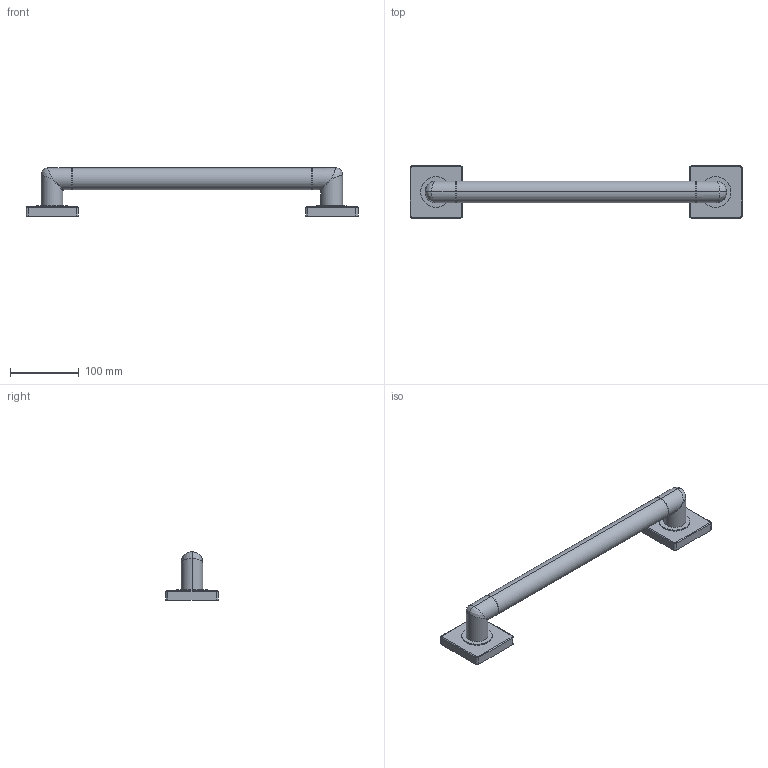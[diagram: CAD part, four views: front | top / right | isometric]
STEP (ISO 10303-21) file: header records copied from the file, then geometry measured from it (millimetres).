
FILE_DESCRIPTION((''),'2;1');
FILE_NAME('5261','2021-06-15T08:19:56',('rsmith'),(''),'CREO PARAMETRIC BY PTC INC, 2018400','CREO PARAMETRIC BY PTC INC, 2018400','');
FILE_SCHEMA(('AUTOMOTIVE_DESIGN { 1 0 10303 214 1 1 1 1 }'));
Length unit declared in the file: inch
Products named in the file (1): 5261
Bounding box: 482.6 x 76.2 x 69.98 mm (x, y, z)
Volume: 543871.4 mm3; surface area: 77958.1 mm2
Topology: 1 solids, 1 shells, 68 faces, 146 edges, 84 vertices
Faces by surface type: cylinder 30, plane 14, torus 8, bspline 8, cone 8
Entity records: 3473 total; most frequent: CARTESIAN_POINT 1132, DIRECTION 318, ORIENTED_EDGE 292, PRESENTATION_STYLE_ASSIGNMENT 181, STYLED_ITEM 147, CURVE_STYLE 146, COLOUR_RGB 146, EDGE_CURVE 146
